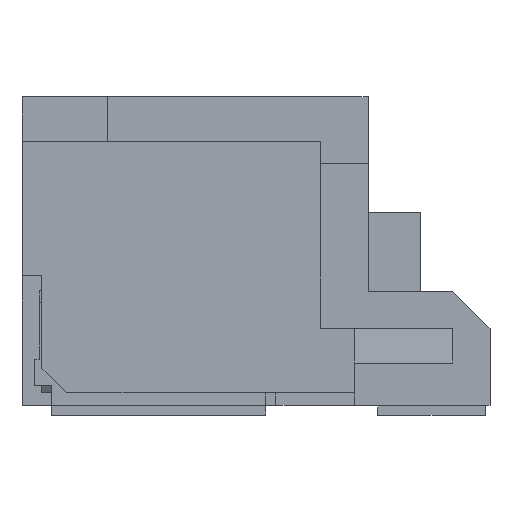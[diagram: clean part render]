
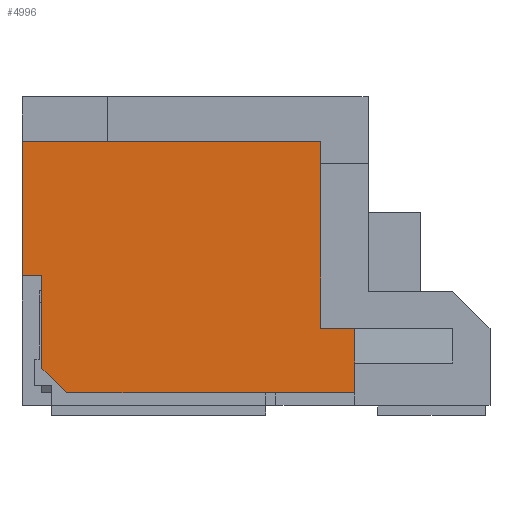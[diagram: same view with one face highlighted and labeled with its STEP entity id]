
A CAD part, left-side view. The second image highlights one B-rep face of the part: STEP entity #4996.
In plain terms, the highlighted planar face has unit normal (-1, 0, 0).
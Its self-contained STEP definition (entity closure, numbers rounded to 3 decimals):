
#40=FACE_OUTER_BOUND('',#312,.T.);
#312=EDGE_LOOP('',(#3373,#3374,#3375,#3376,#3377,#3378,#3379,#3380,#3381,
#3382));
#642=LINE('',#6955,#1375);
#647=LINE('',#6964,#1380);
#677=LINE('',#7021,#1410);
#678=LINE('',#7024,#1411);
#679=LINE('',#7026,#1412);
#680=LINE('',#7028,#1413);
#681=LINE('',#7030,#1414);
#682=LINE('',#7032,#1415);
#683=LINE('',#7034,#1416);
#684=LINE('',#7035,#1417);
#1375=VECTOR('',#5636,6.);
#1380=VECTOR('',#5643,2.7);
#1410=VECTOR('',#5675,0.4);
#1411=VECTOR('',#5678,3.75);
#1412=VECTOR('',#5679,1.85);
#1413=VECTOR('',#5680,0.707);
#1414=VECTOR('',#5681,5.784);
#1415=VECTOR('',#5682,0.6);
#1416=VECTOR('',#5683,0.7);
#1417=VECTOR('',#5684,0.684);
#2094=VERTEX_POINT('',#6951);
#2096=VERTEX_POINT('',#6954);
#2099=VERTEX_POINT('',#6962);
#2125=VERTEX_POINT('',#7019);
#2126=VERTEX_POINT('',#7023);
#2127=VERTEX_POINT('',#7025);
#2128=VERTEX_POINT('',#7027);
#2129=VERTEX_POINT('',#7029);
#2130=VERTEX_POINT('',#7031);
#2131=VERTEX_POINT('',#7033);
#2578=EDGE_CURVE('',#2096,#2094,#642,.T.);
#2583=EDGE_CURVE('',#2094,#2099,#647,.T.);
#2613=EDGE_CURVE('',#2099,#2125,#677,.T.);
#2614=EDGE_CURVE('',#2126,#2096,#678,.T.);
#2615=EDGE_CURVE('',#2127,#2125,#679,.T.);
#2616=EDGE_CURVE('',#2127,#2128,#680,.T.);
#2617=EDGE_CURVE('',#2129,#2128,#681,.T.);
#2618=EDGE_CURVE('',#2130,#2129,#682,.T.);
#2619=EDGE_CURVE('',#2131,#2130,#683,.T.);
#2620=EDGE_CURVE('',#2131,#2126,#684,.T.);
#3373=ORIENTED_EDGE('',*,*,#2614,.T.);
#3374=ORIENTED_EDGE('',*,*,#2578,.T.);
#3375=ORIENTED_EDGE('',*,*,#2583,.T.);
#3376=ORIENTED_EDGE('',*,*,#2613,.T.);
#3377=ORIENTED_EDGE('',*,*,#2615,.F.);
#3378=ORIENTED_EDGE('',*,*,#2616,.T.);
#3379=ORIENTED_EDGE('',*,*,#2617,.F.);
#3380=ORIENTED_EDGE('',*,*,#2618,.F.);
#3381=ORIENTED_EDGE('',*,*,#2619,.F.);
#3382=ORIENTED_EDGE('',*,*,#2620,.T.);
#4725=PLANE('',#5281);
#4996=ADVANCED_FACE('',(#40),#4725,.F.);
#5281=AXIS2_PLACEMENT_3D('',#7022,#5676,#5677);
#5636=DIRECTION('',(0.,1.,0.));
#5643=DIRECTION('',(0.,0.,-1.));
#5675=DIRECTION('',(0.,-1.,0.));
#5676=DIRECTION('center_axis',(1.,0.,0.));
#5677=DIRECTION('ref_axis',(0.,0.,1.));
#5678=DIRECTION('',(0.,0.,1.));
#5679=DIRECTION('',(0.,0.,1.));
#5680=DIRECTION('',(0.,-0.707,-0.707));
#5681=DIRECTION('',(0.,1.,0.));
#5682=DIRECTION('',(0.,0.,-1.));
#5683=DIRECTION('',(0.,0.,-1.));
#5684=DIRECTION('',(0.,1.,0.));
#6951=CARTESIAN_POINT('',(-8.,4.7,5.3));
#6954=CARTESIAN_POINT('',(-8.,-1.3,5.3));
#6955=CARTESIAN_POINT('',(-8.,-1.3,5.3));
#6962=CARTESIAN_POINT('',(-8.,4.7,2.6));
#6964=CARTESIAN_POINT('',(-8.,4.7,5.3));
#7019=CARTESIAN_POINT('',(-8.,4.3,2.6));
#7021=CARTESIAN_POINT('',(-8.,4.7,2.6));
#7022=CARTESIAN_POINT('Origin',(-8.,4.7,1.55));
#7023=CARTESIAN_POINT('',(-8.,-1.3,1.55));
#7024=CARTESIAN_POINT('',(-8.,-1.3,1.55));
#7025=CARTESIAN_POINT('',(-8.,4.3,0.75));
#7026=CARTESIAN_POINT('',(-8.,4.3,0.75));
#7027=CARTESIAN_POINT('',(-8.,3.8,0.25));
#7028=CARTESIAN_POINT('',(-8.,4.3,0.75));
#7029=CARTESIAN_POINT('',(-8.,-1.984,0.25));
#7030=CARTESIAN_POINT('',(-8.,-1.984,0.25));
#7031=CARTESIAN_POINT('',(-8.,-1.984,0.85));
#7032=CARTESIAN_POINT('',(-8.,-1.984,0.85));
#7033=CARTESIAN_POINT('',(-8.,-1.984,1.55));
#7034=CARTESIAN_POINT('',(-8.,-1.984,1.55));
#7035=CARTESIAN_POINT('',(-8.,-1.984,1.55));
